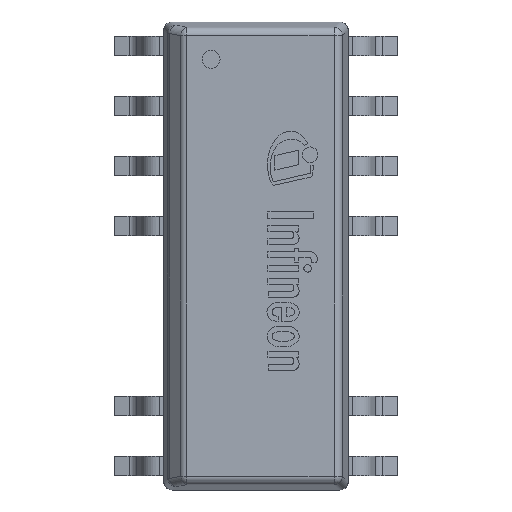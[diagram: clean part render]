
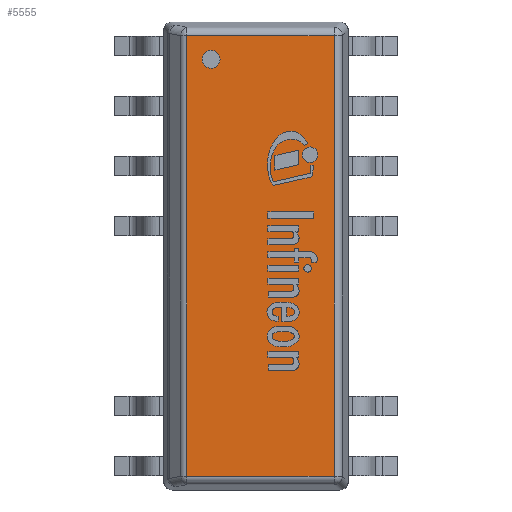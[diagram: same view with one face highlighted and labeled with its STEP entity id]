
A CAD part, top view. The second image highlights one B-rep face of the part: STEP entity #5555.
In plain terms, the highlighted planar face has unit normal (0, 0, 1).
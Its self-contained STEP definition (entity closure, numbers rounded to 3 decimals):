
#91=FACE_BOUND('',#738,.T.);
#240=CIRCLE('',#5930,0.19);
#396=FACE_OUTER_BOUND('',#737,.T.);
#737=EDGE_LOOP('',(#3740,#3741,#3742,#3743));
#738=EDGE_LOOP('',(#3744));
#1104=LINE('',#8079,#1728);
#1105=LINE('',#8081,#1729);
#1106=LINE('',#8083,#1730);
#1107=LINE('',#8084,#1731);
#1728=VECTOR('',#6480,1000.);
#1729=VECTOR('',#6481,1000.);
#1730=VECTOR('',#6482,1000.);
#1731=VECTOR('',#6483,1000.);
#2334=VERTEX_POINT('',#8033);
#2353=VERTEX_POINT('',#8077);
#2354=VERTEX_POINT('',#8078);
#2355=VERTEX_POINT('',#8080);
#2356=VERTEX_POINT('',#8082);
#2878=EDGE_CURVE('',#2334,#2334,#240,.T.);
#2897=EDGE_CURVE('',#2353,#2354,#1104,.T.);
#2898=EDGE_CURVE('',#2354,#2355,#1105,.T.);
#2899=EDGE_CURVE('',#2355,#2356,#1106,.T.);
#2900=EDGE_CURVE('',#2356,#2353,#1107,.T.);
#3740=ORIENTED_EDGE('',*,*,#2897,.T.);
#3741=ORIENTED_EDGE('',*,*,#2898,.T.);
#3742=ORIENTED_EDGE('',*,*,#2899,.T.);
#3743=ORIENTED_EDGE('',*,*,#2900,.T.);
#3744=ORIENTED_EDGE('',*,*,#2878,.F.);
#5316=PLANE('',#5935);
#5555=ADVANCED_FACE('',(#396,#91),#5316,.T.);
#5930=AXIS2_PLACEMENT_3D('',#8035,#6450,#6451);
#5935=AXIS2_PLACEMENT_3D('',#8076,#6478,#6479);
#6450=DIRECTION('center_axis',(0.,0.,1.));
#6451=DIRECTION('ref_axis',(0.,-1.,0.));
#6478=DIRECTION('center_axis',(0.,0.,1.));
#6479=DIRECTION('ref_axis',(0.,-1.,0.));
#6480=DIRECTION('',(0.,-1.,0.));
#6481=DIRECTION('',(1.,0.,0.));
#6482=DIRECTION('',(0.,1.,0.));
#6483=DIRECTION('',(-1.,0.,0.));
#8033=CARTESIAN_POINT('',(-0.95,4.35,1.75));
#8035=CARTESIAN_POINT('Origin',(-0.95,4.16,1.75));
#8076=CARTESIAN_POINT('Origin',(0.,0.,1.75));
#8077=CARTESIAN_POINT('',(-1.463,4.661,1.75));
#8078=CARTESIAN_POINT('',(-1.463,-4.661,1.75));
#8079=CARTESIAN_POINT('',(-1.463,-4.809,1.75));
#8080=CARTESIAN_POINT('',(1.651,-4.661,1.75));
#8081=CARTESIAN_POINT('',(1.799,-4.661,1.75));
#8082=CARTESIAN_POINT('',(1.651,4.661,1.75));
#8083=CARTESIAN_POINT('',(1.651,4.809,1.75));
#8084=CARTESIAN_POINT('',(-1.537,4.661,1.75));
